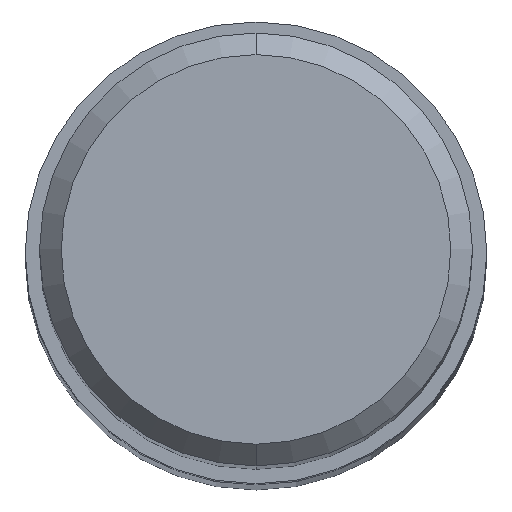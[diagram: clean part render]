
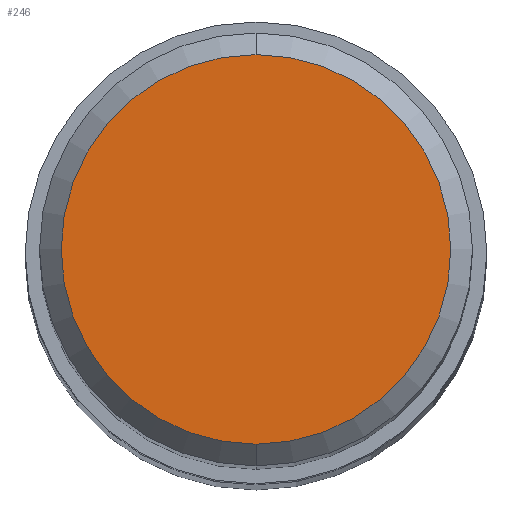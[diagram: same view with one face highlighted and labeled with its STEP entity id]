
A CAD part, top view. The second image highlights one B-rep face of the part: STEP entity #246.
In plain terms, the highlighted planar face has unit normal (0, 0, 1).
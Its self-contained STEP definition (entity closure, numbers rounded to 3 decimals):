
#198=EDGE_CURVE('',#324,#278,#502,.T.);
#246=ADVANCED_FACE('',(#559),#560,.T.);
#278=VERTEX_POINT('',#598);
#324=VERTEX_POINT('',#645);
#334=EDGE_CURVE('',#278,#324,#655,.T.);
#502=CIRCLE('',#874,5.4);
#559=FACE_OUTER_BOUND('',#970,.T.);
#560=PLANE('',#971);
#598=CARTESIAN_POINT('',(0.,-5.4,0.0));
#645=CARTESIAN_POINT('',(0.0,5.4,0.0));
#655=CIRCLE('',#1178,5.4);
#874=AXIS2_PLACEMENT_3D('',#1519,#1520,#1521);
#970=EDGE_LOOP('',(#1597,#1598));
#971=AXIS2_PLACEMENT_3D('',#1599,#1600,#1601);
#1178=AXIS2_PLACEMENT_3D('',#1698,#1699,#1700);
#1519=CARTESIAN_POINT('',(0.0,0.0,0.0));
#1520=DIRECTION('',(0.0,0.0,-1.0));
#1521=DIRECTION('',(0.0,1.0,0.0));
#1597=ORIENTED_EDGE('',*,*,#198,.F.);
#1598=ORIENTED_EDGE('',*,*,#334,.F.);
#1599=CARTESIAN_POINT('',(0.0,2.7,0.0));
#1600=DIRECTION('',(-0.0,0.0,1.0));
#1601=DIRECTION('',(0.0,-1.0,0.0));
#1698=CARTESIAN_POINT('',(0.0,0.0,0.0));
#1699=DIRECTION('',(0.0,0.0,-1.0));
#1700=DIRECTION('',(0.0,1.0,0.0));
